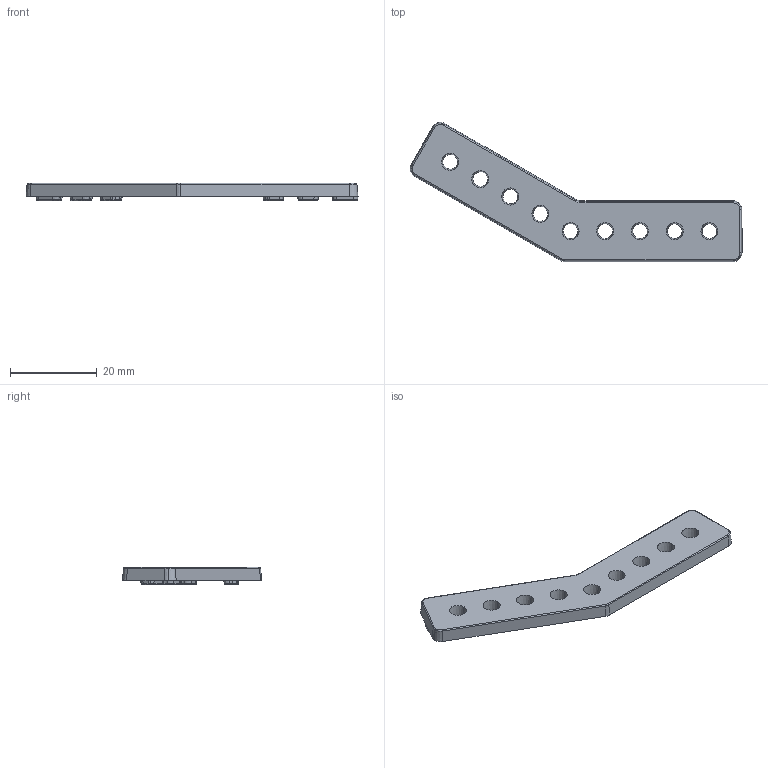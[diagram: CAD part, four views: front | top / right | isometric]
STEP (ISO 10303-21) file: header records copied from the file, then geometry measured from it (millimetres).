
FILE_DESCRIPTION (( 'STEP AP203' ), '1' );
FILE_NAME ('REV-41-1312_Default.step', '2016-09-04T21:37:59', ( '' ), ( '' ), 'SwSTEP 2.0', 'SolidWorks 2015', '' );
FILE_SCHEMA (( 'CONFIG_CONTROL_DESIGN' ));
Length unit declared in the file: inch
Products named in the file (1): REV-41-1312_Default
Bounding box: 76.48 x 32.08 x 4 mm (x, y, z)
Volume: 3042.2 mm3; surface area: 2883.5 mm2
Topology: 1 solids, 1 shells, 162 faces, 407 edges, 241 vertices
Faces by surface type: bspline 65, cone 37, cylinder 30, plane 30
Entity records: 6718 total; most frequent: CARTESIAN_POINT 3290, ORIENTED_EDGE 814, DIRECTION 529, EDGE_CURVE 407, VERTEX_POINT 241, AXIS2_PLACEMENT_3D 197, EDGE_LOOP 174, ADVANCED_FACE 162
